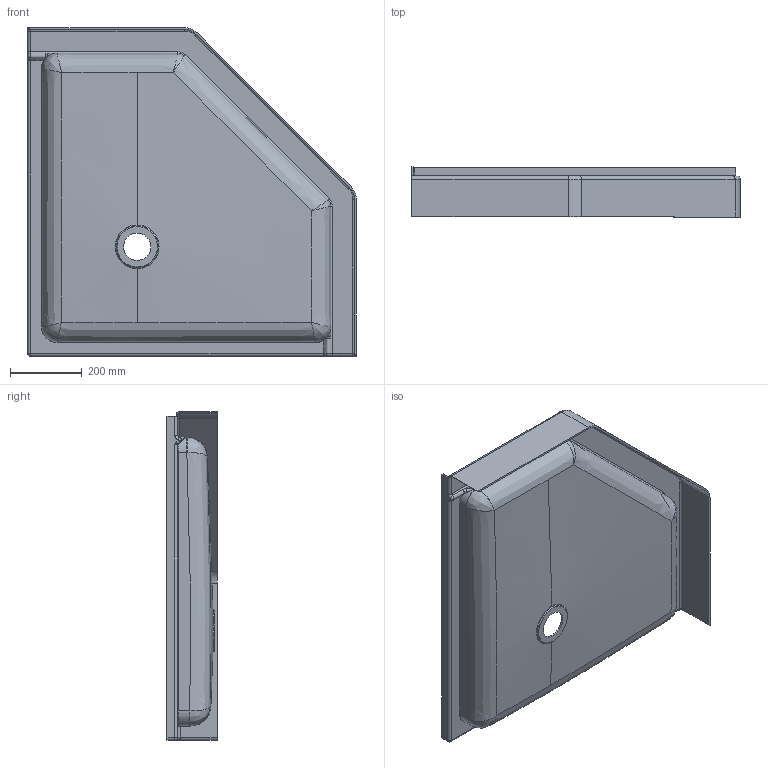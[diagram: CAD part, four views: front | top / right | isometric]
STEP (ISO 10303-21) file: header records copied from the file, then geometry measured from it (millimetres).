
FILE_DESCRIPTION (( 'STEP AP203' ), '1' );
FILE_NAME ('R-36NEO.STEP', '2023-05-15T22:09:03', ( '' ), ( '' ), 'SwSTEP 2.0', 'SolidWorks 2020', '' );
FILE_SCHEMA (( 'CONFIG_CONTROL_DESIGN' ));
Length unit declared in the file: inch
Products named in the file (1): R-36NEO
Bounding box: 914.34 x 139.7 x 914.34 mm (x, y, z)
Volume: 5265696.7 mm3; surface area: 2237072.8 mm2
Topology: 1 solids, 1 shells, 180 faces, 434 edges, 232 vertices
Faces by surface type: cylinder 56, bspline 40, plane 34, torus 24, sphere 14, cone 12
Entity records: 9961 total; most frequent: CARTESIAN_POINT 6070, ORIENTED_EDGE 820, DIRECTION 792, EDGE_CURVE 410, AXIS2_PLACEMENT_3D 325, VERTEX_POINT 232, CIRCLE 184, EDGE_LOOP 182
